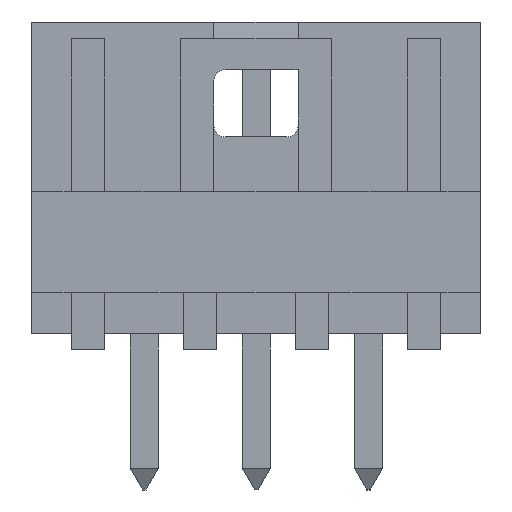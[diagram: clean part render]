
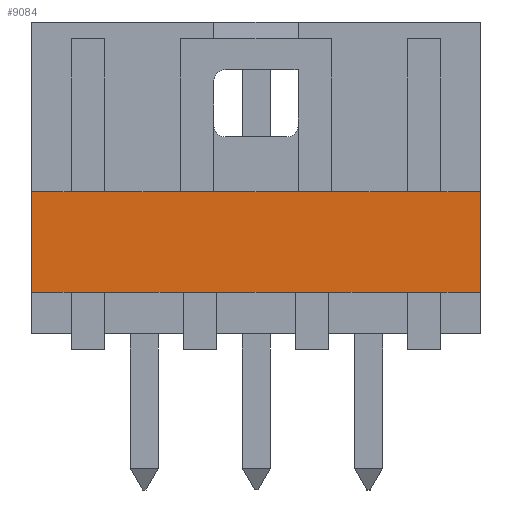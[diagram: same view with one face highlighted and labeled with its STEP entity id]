
A CAD part, front view. The second image highlights one B-rep face of the part: STEP entity #9084.
In plain terms, the highlighted planar face has unit normal (0, -1, 0).
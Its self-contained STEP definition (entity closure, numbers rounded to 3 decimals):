
#205 = PLANE ( 'NONE',  #7497 ) ;
#701 = DIRECTION ( 'NONE',  ( 0., 0., -1. ) ) ;
#1058 = ORIENTED_EDGE ( 'NONE', *, *, #9645, .F. ) ;
#1303 = VECTOR ( 'NONE', #3555, 1000. ) ;
#1423 = EDGE_CURVE ( 'NONE', #9835, #12246, #5337, .T. ) ;
#1566 = FACE_OUTER_BOUND ( 'NONE', #1625, .T. ) ;
#1605 = VERTEX_POINT ( 'NONE', #9371 ) ;
#1625 = EDGE_LOOP ( 'NONE', ( #2439, #1058, #8187, #7602 ) ) ;
#2439 = ORIENTED_EDGE ( 'NONE', *, *, #1423, .T. ) ;
#2554 = EDGE_CURVE ( 'NONE', #1605, #9835, #9362, .T. ) ;
#2823 = LINE ( 'NONE', #10454, #5914 ) ;
#3142 = DIRECTION ( 'NONE',  ( 0., -1., 0. ) ) ;
#3322 = VECTOR ( 'NONE', #6537, 1000. ) ;
#3555 = DIRECTION ( 'NONE',  ( -1., 0., 0. ) ) ;
#3761 = DIRECTION ( 'NONE',  ( 0., 0., -1. ) ) ;
#4492 = EDGE_CURVE ( 'NONE', #8001, #1605, #2823, .T. ) ;
#5337 = LINE ( 'NONE', #10539, #5443 ) ;
#5392 = CARTESIAN_POINT ( 'NONE',  ( -8.01, -3.71, 0. ) ) ;
#5443 = VECTOR ( 'NONE', #701, 1000. ) ;
#5782 = LINE ( 'NONE', #12174, #1303 ) ;
#5914 = VECTOR ( 'NONE', #9653, 1000. ) ;
#6537 = DIRECTION ( 'NONE',  ( -1., 0., 0. ) ) ;
#7497 = AXIS2_PLACEMENT_3D ( 'NONE', #5392, #3142, #3761 ) ;
#7602 = ORIENTED_EDGE ( 'NONE', *, *, #2554, .T. ) ;
#8001 = VERTEX_POINT ( 'NONE', #8539 ) ;
#8187 = ORIENTED_EDGE ( 'NONE', *, *, #4492, .T. ) ;
#8402 = CARTESIAN_POINT ( 'NONE',  ( -6.01, -3.71, 1.025 ) ) ;
#8539 = CARTESIAN_POINT ( 'NONE',  ( 1.99, -3.71, 1.025 ) ) ;
#8599 = CARTESIAN_POINT ( 'NONE',  ( -6.01, -3.71, 2.825 ) ) ;
#9084 = ADVANCED_FACE ( 'NONE', ( #1566 ), #205, .T. ) ;
#9362 = LINE ( 'NONE', #11941, #3322 ) ;
#9371 = CARTESIAN_POINT ( 'NONE',  ( 1.99, -3.71, 2.825 ) ) ;
#9645 = EDGE_CURVE ( 'NONE', #8001, #12246, #5782, .T. ) ;
#9653 = DIRECTION ( 'NONE',  ( 0., 0., 1. ) ) ;
#9835 = VERTEX_POINT ( 'NONE', #8599 ) ;
#10454 = CARTESIAN_POINT ( 'NONE',  ( 1.99, -3.71, 0.3 ) ) ;
#10539 = CARTESIAN_POINT ( 'NONE',  ( -6.01, -3.71, 2.825 ) ) ;
#11941 = CARTESIAN_POINT ( 'NONE',  ( 1.99, -3.71, 2.825 ) ) ;
#12174 = CARTESIAN_POINT ( 'NONE',  ( -6.01, -3.71, 1.025 ) ) ;
#12246 = VERTEX_POINT ( 'NONE', #8402 ) ;
